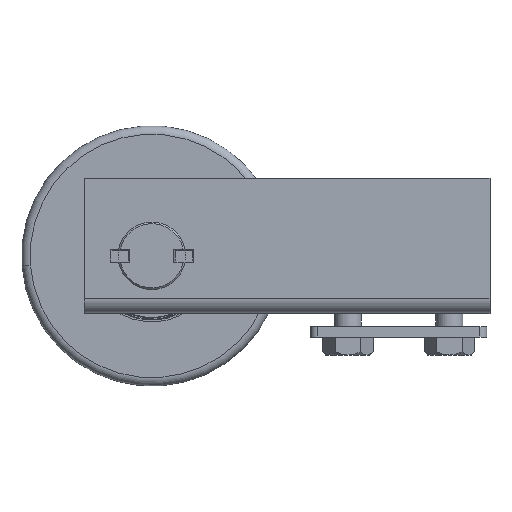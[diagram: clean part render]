
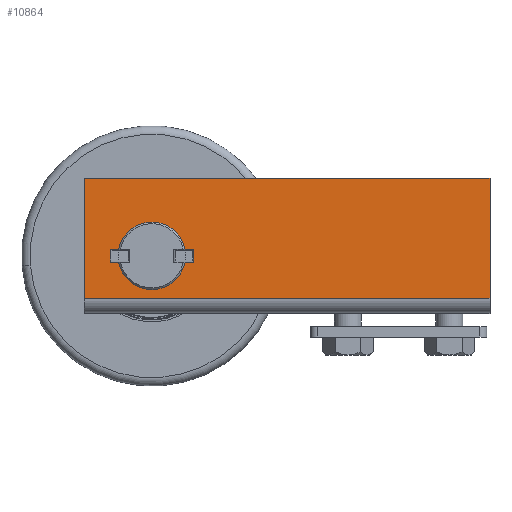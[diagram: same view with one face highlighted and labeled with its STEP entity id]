
A CAD part, top view. The second image highlights one B-rep face of the part: STEP entity #10864.
In plain terms, the highlighted planar face has unit normal (0, 0, 1).
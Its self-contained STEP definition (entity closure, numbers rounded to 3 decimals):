
#186 = EDGE_CURVE ( 'NONE', #333, #5614, #8335, .T. ) ;
#333 = VERTEX_POINT ( 'NONE', #2976 ) ;
#393 = EDGE_CURVE ( 'NONE', #5018, #9719, #5653, .T. ) ;
#553 = CARTESIAN_POINT ( 'NONE',  ( 32.366, 40., 30. ) ) ;
#567 = VECTOR ( 'NONE', #2195, 1000. ) ;
#626 = EDGE_CURVE ( 'NONE', #3359, #9269, #4274, .T. ) ;
#747 = VERTEX_POINT ( 'NONE', #5271 ) ;
#752 = LINE ( 'NONE', #4116, #8473 ) ;
#817 = CARTESIAN_POINT ( 'NONE',  ( 120., 15.134, 30. ) ) ;
#874 = DIRECTION ( 'NONE',  ( -1., 0., 0. ) ) ;
#907 = DIRECTION ( 'NONE',  ( 1., 0., 0. ) ) ;
#921 = CARTESIAN_POINT ( 'NONE',  ( 7.634, 40., 30. ) ) ;
#940 = VERTEX_POINT ( 'NONE', #6384 ) ;
#1460 = CARTESIAN_POINT ( 'NONE',  ( 32.366, 15.134, 30. ) ) ;
#1617 = ORIENTED_EDGE ( 'NONE', *, *, #6344, .T. ) ;
#1734 = LINE ( 'NONE', #5818, #10279 ) ;
#1861 = VERTEX_POINT ( 'NONE', #3234 ) ;
#1945 = DIRECTION ( 'NONE',  ( -1., 0., 0. ) ) ;
#2003 = FACE_BOUND ( 'NONE', #10892, .T. ) ;
#2095 = DIRECTION ( 'NONE',  ( 0., 0., 1. ) ) ;
#2195 = DIRECTION ( 'NONE',  ( 0., -1., 0. ) ) ;
#2223 = ORIENTED_EDGE ( 'NONE', *, *, #6691, .F. ) ;
#2420 = LINE ( 'NONE', #9138, #5099 ) ;
#2493 = CARTESIAN_POINT ( 'NONE',  ( 10.176, 15.134, 30. ) ) ;
#2605 = VECTOR ( 'NONE', #7201, 1000. ) ;
#2679 = DIRECTION ( 'NONE',  ( -1., 0., 0. ) ) ;
#2976 = CARTESIAN_POINT ( 'NONE',  ( 29.824, 18.866, 30. ) ) ;
#2983 = ORIENTED_EDGE ( 'NONE', *, *, #7690, .T. ) ;
#3037 = VECTOR ( 'NONE', #9365, 1000. ) ;
#3048 = CARTESIAN_POINT ( 'NONE',  ( 10.176, 18.866, 30. ) ) ;
#3181 = CARTESIAN_POINT ( 'NONE',  ( 120., 40., 30. ) ) ;
#3234 = CARTESIAN_POINT ( 'NONE',  ( 120., 4.5, 30. ) ) ;
#3359 = VERTEX_POINT ( 'NONE', #8544 ) ;
#3501 = ORIENTED_EDGE ( 'NONE', *, *, #5803, .T. ) ;
#3519 = AXIS2_PLACEMENT_3D ( 'NONE', #3847, #2095, #10595 ) ;
#3574 = CARTESIAN_POINT ( 'NONE',  ( 7.634, 15.134, 30. ) ) ;
#3720 = CARTESIAN_POINT ( 'NONE',  ( 29.824, 15.134, 30. ) ) ;
#3847 = CARTESIAN_POINT ( 'NONE',  ( 20., 17., 30. ) ) ;
#3874 = AXIS2_PLACEMENT_3D ( 'NONE', #8413, #4201, #907 ) ;
#4111 = ORIENTED_EDGE ( 'NONE', *, *, #626, .T. ) ;
#4116 = CARTESIAN_POINT ( 'NONE',  ( 120., 18.866, 30. ) ) ;
#4201 = DIRECTION ( 'NONE',  ( 0., 0., 1. ) ) ;
#4209 = DIRECTION ( 'NONE',  ( -1., 0., 0. ) ) ;
#4274 = LINE ( 'NONE', #10690, #6476 ) ;
#4373 = ORIENTED_EDGE ( 'NONE', *, *, #8899, .T. ) ;
#4463 = VERTEX_POINT ( 'NONE', #3048 ) ;
#4607 = VERTEX_POINT ( 'NONE', #3574 ) ;
#4679 = LINE ( 'NONE', #3181, #567 ) ;
#4849 = EDGE_LOOP ( 'NONE', ( #1617, #5196, #8478, #4111 ) ) ;
#4961 = CARTESIAN_POINT ( 'NONE',  ( 120., 18.866, 30. ) ) ;
#5018 = VERTEX_POINT ( 'NONE', #2493 ) ;
#5064 = DIRECTION ( 'NONE',  ( 1., 0., 0. ) ) ;
#5099 = VECTOR ( 'NONE', #8113, 1000. ) ;
#5196 = ORIENTED_EDGE ( 'NONE', *, *, #10265, .F. ) ;
#5206 = PLANE ( 'NONE',  #5792 ) ;
#5271 = CARTESIAN_POINT ( 'NONE',  ( 0., 4.5, 30. ) ) ;
#5422 = LINE ( 'NONE', #553, #10212 ) ;
#5614 = VERTEX_POINT ( 'NONE', #7493 ) ;
#5653 = CIRCLE ( 'NONE', #3519, 10. ) ;
#5792 = AXIS2_PLACEMENT_3D ( 'NONE', #6976, #9450, #1945 ) ;
#5803 = EDGE_CURVE ( 'NONE', #5614, #8804, #5422, .T. ) ;
#5818 = CARTESIAN_POINT ( 'NONE',  ( 120., 15.134, 30. ) ) ;
#6261 = DIRECTION ( 'NONE',  ( 0., -1., 0. ) ) ;
#6344 = EDGE_CURVE ( 'NONE', #9269, #747, #2420, .T. ) ;
#6384 = CARTESIAN_POINT ( 'NONE',  ( 7.634, 18.866, 30. ) ) ;
#6476 = VECTOR ( 'NONE', #2679, 1000. ) ;
#6486 = EDGE_CURVE ( 'NONE', #5018, #4607, #8387, .T. ) ;
#6691 = EDGE_CURVE ( 'NONE', #333, #4463, #10056, .T. ) ;
#6976 = CARTESIAN_POINT ( 'NONE',  ( 120., 40., 30. ) ) ;
#7201 = DIRECTION ( 'NONE',  ( -1., 0., 0. ) ) ;
#7375 = LINE ( 'NONE', #10671, #2605 ) ;
#7493 = CARTESIAN_POINT ( 'NONE',  ( 32.366, 18.866, 30. ) ) ;
#7611 = ORIENTED_EDGE ( 'NONE', *, *, #393, .F. ) ;
#7690 = EDGE_CURVE ( 'NONE', #940, #4463, #752, .T. ) ;
#7722 = LINE ( 'NONE', #921, #3037 ) ;
#8062 = ORIENTED_EDGE ( 'NONE', *, *, #6486, .T. ) ;
#8113 = DIRECTION ( 'NONE',  ( 0., -1., 0. ) ) ;
#8335 = LINE ( 'NONE', #4961, #9817 ) ;
#8387 = LINE ( 'NONE', #817, #10390 ) ;
#8413 = CARTESIAN_POINT ( 'NONE',  ( 20., 17., 30. ) ) ;
#8473 = VECTOR ( 'NONE', #9073, 1000. ) ;
#8478 = ORIENTED_EDGE ( 'NONE', *, *, #8837, .F. ) ;
#8544 = CARTESIAN_POINT ( 'NONE',  ( 120., 40., 30. ) ) ;
#8804 = VERTEX_POINT ( 'NONE', #1460 ) ;
#8837 = EDGE_CURVE ( 'NONE', #3359, #1861, #4679, .T. ) ;
#8899 = EDGE_CURVE ( 'NONE', #4607, #940, #7722, .T. ) ;
#8950 = CARTESIAN_POINT ( 'NONE',  ( 0., 40., 30. ) ) ;
#9073 = DIRECTION ( 'NONE',  ( 1., 0., 0. ) ) ;
#9138 = CARTESIAN_POINT ( 'NONE',  ( 0., 40., 30. ) ) ;
#9269 = VERTEX_POINT ( 'NONE', #8950 ) ;
#9365 = DIRECTION ( 'NONE',  ( 0., 1., 0. ) ) ;
#9382 = EDGE_CURVE ( 'NONE', #8804, #9719, #1734, .T. ) ;
#9450 = DIRECTION ( 'NONE',  ( 0., 0., -1. ) ) ;
#9608 = FACE_OUTER_BOUND ( 'NONE', #4849, .T. ) ;
#9719 = VERTEX_POINT ( 'NONE', #3720 ) ;
#9817 = VECTOR ( 'NONE', #5064, 1000. ) ;
#9939 = ORIENTED_EDGE ( 'NONE', *, *, #9382, .T. ) ;
#10056 = CIRCLE ( 'NONE', #3874, 10. ) ;
#10212 = VECTOR ( 'NONE', #6261, 1000. ) ;
#10265 = EDGE_CURVE ( 'NONE', #1861, #747, #7375, .T. ) ;
#10279 = VECTOR ( 'NONE', #4209, 1000. ) ;
#10390 = VECTOR ( 'NONE', #874, 1000. ) ;
#10516 = ORIENTED_EDGE ( 'NONE', *, *, #186, .T. ) ;
#10595 = DIRECTION ( 'NONE',  ( 1., 0., 0. ) ) ;
#10671 = CARTESIAN_POINT ( 'NONE',  ( 120., 4.5, 30. ) ) ;
#10690 = CARTESIAN_POINT ( 'NONE',  ( 120., 40., 30. ) ) ;
#10864 = ADVANCED_FACE ( 'NONE', ( #2003, #9608 ), #5206, .F. ) ;
#10892 = EDGE_LOOP ( 'NONE', ( #2223, #10516, #3501, #9939, #7611, #8062, #4373, #2983 ) ) ;
